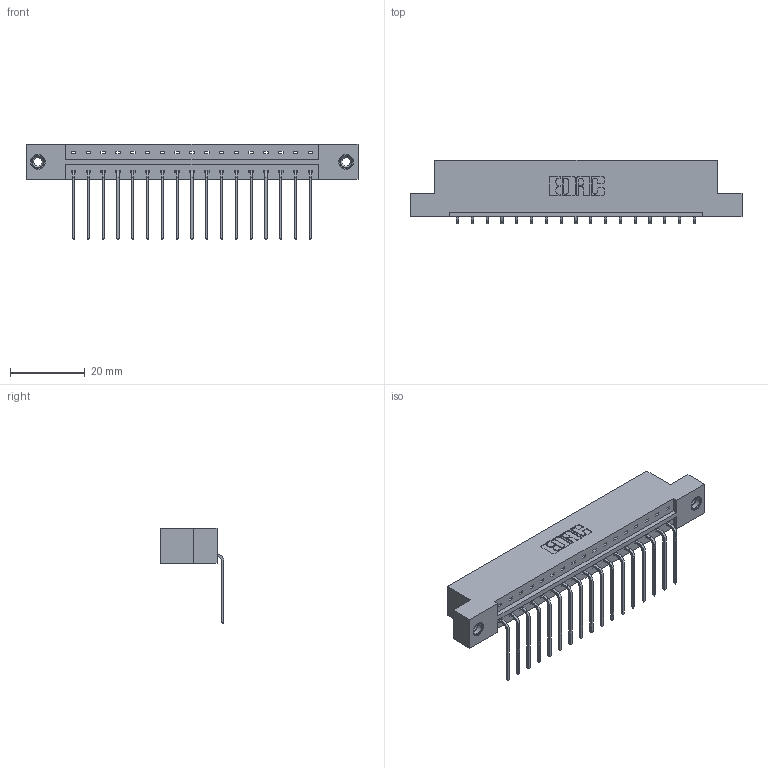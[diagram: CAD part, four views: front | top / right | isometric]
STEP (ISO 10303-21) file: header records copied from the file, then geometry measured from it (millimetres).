
FILE_DESCRIPTION (( 'STEP AP203' ), '1' );
FILE_NAME ('333-017-559-108.STEP', '2019-08-09T12:24:47', ( '' ), ( '' ), 'SwSTEP 2.0', 'SolidWorks 2016', '' );
FILE_SCHEMA (( 'CONFIG_CONTROL_DESIGN' ));
Length unit declared in the file: inch
Products named in the file (4): 345-250-001_345-250-003-102; 333-017-559-108; 345-292-001_558 559 Tail - 1; 333 Part_Flush - .156 Dia - TI
Assembly tree (20 placements, depth 2):
  333-017-559-108
    333 Part_Flush - .156 Dia - TI
    345-292-001_558 559 Tail - 1  x17
    345-250-001_345-250-003-102  x2
Bounding box: 88.9 x 17.09 x 25.53 mm (x, y, z)
Volume: 8781 mm3; surface area: 9710.4 mm2
Topology: 20 solids, 20 shells, 1194 faces, 3541 edges, 2330 vertices
Faces by surface type: plane 850, cylinder 328, cone 12, torus 4
Entity records: 14896 total; most frequent: CARTESIAN_POINT 2556, ORIENTED_EDGE 2502, DIRECTION 2239, EDGE_CURVE 1251, VECTOR 1103, LINE 1103, VERTEX_POINT 828, AXIS2_PLACEMENT_3D 568
